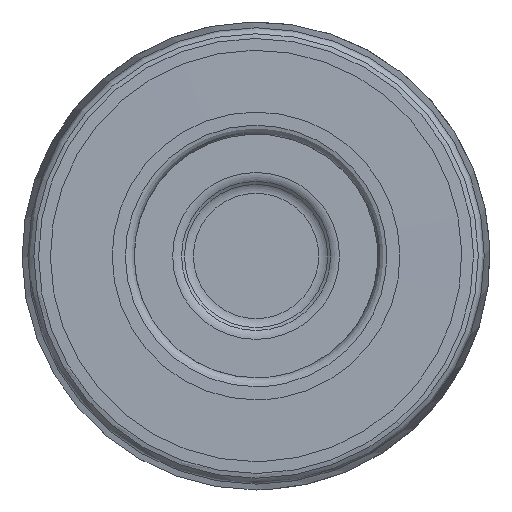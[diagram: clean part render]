
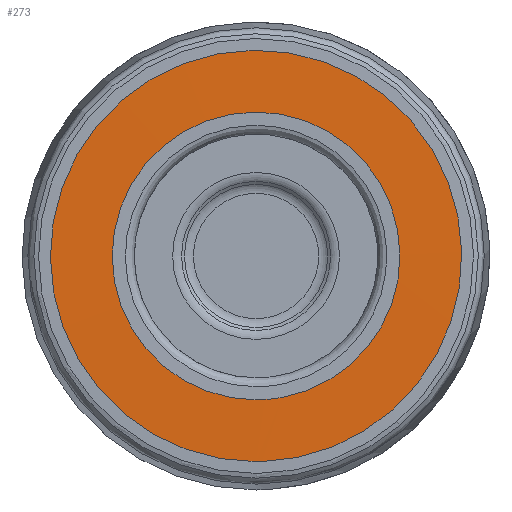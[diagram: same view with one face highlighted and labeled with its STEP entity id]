
A CAD part, left-side view. The second image highlights one B-rep face of the part: STEP entity #273.
In plain terms, the highlighted face is a revolution surface.
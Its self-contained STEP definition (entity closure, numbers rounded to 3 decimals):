
#43=SURFACE_OF_REVOLUTION('',#69,#59);
#59=AXIS1_PLACEMENT('',#894,#777);
#69=LINE('',#893,#79);
#79=VECTOR('',#776,4.713);
#273=ADVANCED_FACE('',(#343,#344),#43,.T.);
#343=FACE_BOUND('',#409,.T.);
#344=FACE_BOUND('',#410,.T.);
#409=EDGE_LOOP('',(#475));
#410=EDGE_LOOP('',(#476));
#475=ORIENTED_EDGE('',*,*,#528,.F.);
#476=ORIENTED_EDGE('',*,*,#542,.T.);
#495=VERTEX_POINT('',#834);
#509=VERTEX_POINT('',#890);
#528=EDGE_CURVE('',#495,#495,#561,.T.);
#542=EDGE_CURVE('',#509,#509,#577,.T.);
#561=CIRCLE('',#615,14.424);
#577=CIRCLE('',#635,10.089);
#615=AXIS2_PLACEMENT_3D('',#833,#710,#711);
#635=AXIS2_PLACEMENT_3D('',#889,#772,#773);
#710=DIRECTION('',(1.,0.,0.));
#711=DIRECTION('',(0.,0.,-1.));
#772=DIRECTION('',(1.,0.,0.));
#773=DIRECTION('',(0.,0.,-1.));
#776=DIRECTION('',(0.007,-0.956,-0.292));
#777=DIRECTION('',(1.,0.,0.));
#833=CARTESIAN_POINT('',(-0.022,0.,0.));
#834=CARTESIAN_POINT('',(-0.022,0.,-14.424));
#889=CARTESIAN_POINT('',(-0.055,0.,0.));
#890=CARTESIAN_POINT('',(-0.055,0.,-10.089));
#893=CARTESIAN_POINT('',(-0.055,-9.905,1.913));
#894=CARTESIAN_POINT('',(50.,0.,0.));
